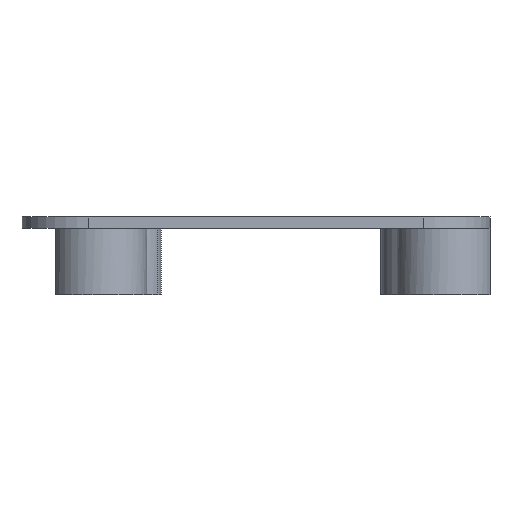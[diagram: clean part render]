
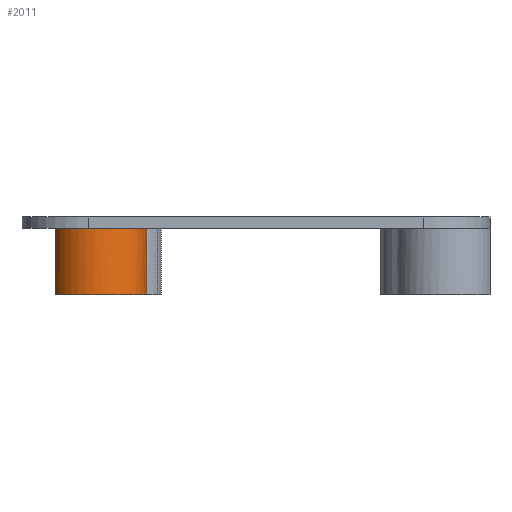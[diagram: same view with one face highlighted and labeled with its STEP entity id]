
A CAD part, front view. The second image highlights one B-rep face of the part: STEP entity #2011.
In plain terms, the highlighted cylindrical face has radius 4.3 mm (diameter 8.6 mm), a partial arc.
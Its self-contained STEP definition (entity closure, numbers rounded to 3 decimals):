
#17 = VECTOR ( 'NONE', #1227, 1000. ) ;
#28 = VERTEX_POINT ( 'NONE', #1318 ) ;
#35 = LINE ( 'NONE', #305, #1801 ) ;
#113 = CIRCLE ( 'NONE', #1099, 4.3 ) ;
#114 = ORIENTED_EDGE ( 'NONE', *, *, #177, .F. ) ;
#119 = CARTESIAN_POINT ( 'NONE',  ( -14.705, -12.994, 1. ) ) ;
#144 = DIRECTION ( 'NONE',  ( 1., 0., 0. ) ) ;
#177 = EDGE_CURVE ( 'NONE', #1908, #28, #866, .T. ) ;
#213 = CARTESIAN_POINT ( 'NONE',  ( -10.548, -14.096, -2.5 ) ) ;
#216 = CARTESIAN_POINT ( 'NONE',  ( -18.605, -14.806, -6. ) ) ;
#221 = AXIS2_PLACEMENT_3D ( 'NONE', #2049, #1713, #144 ) ;
#305 = CARTESIAN_POINT ( 'NONE',  ( -18.605, -14.806, -6. ) ) ;
#349 = ORIENTED_EDGE ( 'NONE', *, *, #659, .T. ) ;
#395 = EDGE_CURVE ( 'NONE', #1928, #1908, #2033, .T. ) ;
#414 = VECTOR ( 'NONE', #1500, 1000. ) ;
#418 = CARTESIAN_POINT ( 'NONE',  ( -10.405, -12.994, 1. ) ) ;
#426 = DIRECTION ( 'NONE',  ( 1., 0., 0. ) ) ;
#517 = DIRECTION ( 'NONE',  ( 0., 0., 1. ) ) ;
#659 = EDGE_CURVE ( 'NONE', #1307, #1211, #1067, .T. ) ;
#706 = CARTESIAN_POINT ( 'NONE',  ( -10.405, -12.994, -6. ) ) ;
#727 = ORIENTED_EDGE ( 'NONE', *, *, #1290, .F. ) ;
#866 = LINE ( 'NONE', #213, #414 ) ;
#971 = ORIENTED_EDGE ( 'NONE', *, *, #1089, .F. ) ;
#1002 = VERTEX_POINT ( 'NONE', #216 ) ;
#1067 = LINE ( 'NONE', #1689, #17 ) ;
#1089 = EDGE_CURVE ( 'NONE', #28, #1211, #1705, .T. ) ;
#1099 = AXIS2_PLACEMENT_3D ( 'NONE', #1230, #1863, #426 ) ;
#1111 = ORIENTED_EDGE ( 'NONE', *, *, #395, .F. ) ;
#1158 = FACE_OUTER_BOUND ( 'NONE', #1497, .T. ) ;
#1211 = VERTEX_POINT ( 'NONE', #418 ) ;
#1227 = DIRECTION ( 'NONE',  ( 0., 0., 1. ) ) ;
#1230 = CARTESIAN_POINT ( 'NONE',  ( -14.705, -12.994, -6. ) ) ;
#1286 = CARTESIAN_POINT ( 'NONE',  ( -14.705, -12.994, -6. ) ) ;
#1290 = EDGE_CURVE ( 'NONE', #1002, #1928, #35, .T. ) ;
#1307 = VERTEX_POINT ( 'NONE', #706 ) ;
#1318 = CARTESIAN_POINT ( 'NONE',  ( -10.548, -14.096, 1. ) ) ;
#1377 = AXIS2_PLACEMENT_3D ( 'NONE', #119, #1390, #1706 ) ;
#1390 = DIRECTION ( 'NONE',  ( 0., 0., 1. ) ) ;
#1446 = DIRECTION ( 'NONE',  ( 1., 0., 0. ) ) ;
#1497 = EDGE_LOOP ( 'NONE', ( #2073, #349, #971, #114, #1111, #727 ) ) ;
#1500 = DIRECTION ( 'NONE',  ( 0., 0., 1. ) ) ;
#1689 = CARTESIAN_POINT ( 'NONE',  ( -10.405, -12.994, -6. ) ) ;
#1705 = CIRCLE ( 'NONE', #1377, 4.3 ) ;
#1706 = DIRECTION ( 'NONE',  ( 1., 0., 0. ) ) ;
#1713 = DIRECTION ( 'NONE',  ( 0., 0., 1. ) ) ;
#1801 = VECTOR ( 'NONE', #517, 1000. ) ;
#1818 = AXIS2_PLACEMENT_3D ( 'NONE', #1286, #1926, #1446 ) ;
#1863 = DIRECTION ( 'NONE',  ( 0., 0., 1. ) ) ;
#1908 = VERTEX_POINT ( 'NONE', #2050 ) ;
#1926 = DIRECTION ( 'NONE',  ( 0., 0., 1. ) ) ;
#1928 = VERTEX_POINT ( 'NONE', #2081 ) ;
#1931 = EDGE_CURVE ( 'NONE', #1002, #1307, #113, .T. ) ;
#1965 = CYLINDRICAL_SURFACE ( 'NONE', #1818, 4.3 ) ;
#2011 = ADVANCED_FACE ( 'NONE', ( #1158 ), #1965, .T. ) ;
#2033 = CIRCLE ( 'NONE', #221, 4.3 ) ;
#2049 = CARTESIAN_POINT ( 'NONE',  ( -14.705, -12.994, 0. ) ) ;
#2050 = CARTESIAN_POINT ( 'NONE',  ( -10.548, -14.096, 0. ) ) ;
#2073 = ORIENTED_EDGE ( 'NONE', *, *, #1931, .T. ) ;
#2081 = CARTESIAN_POINT ( 'NONE',  ( -18.605, -14.806, 0. ) ) ;
